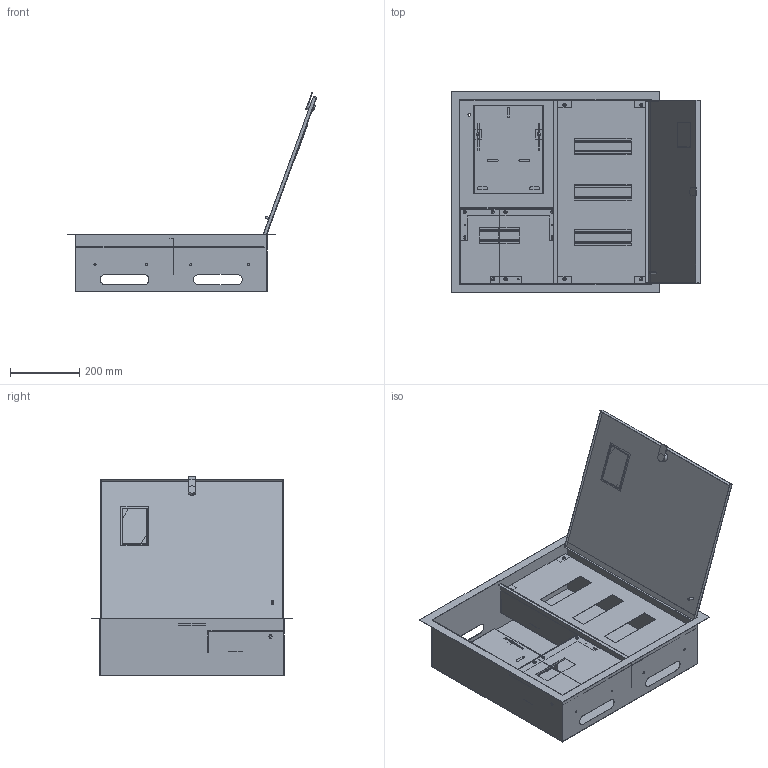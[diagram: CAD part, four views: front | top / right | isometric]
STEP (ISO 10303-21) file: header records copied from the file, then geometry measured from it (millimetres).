
FILE_DESCRIPTION (( 'STEP AP214' ), '1' );
FILE_NAME ('ShURV-3_36zo-1.STEP', '2017-01-11T07:32:15', ( 'user' ), ( '' ), 'SwSTEP 2.0', 'SolidWorks 2014', '' );
FILE_SCHEMA (( 'AUTOMOTIVE_DESIGN' ));
Length unit declared in the file: millimetre
Products named in the file (10): Panel_Lev; Panel_Prav; SC GOST 17473_gost_‚¨­â A.M5x10 ƒŽ‘’ 17473-80; Panel_D_-02; ShURV-3_36zo-1; DIN-Reika_5; STEKLO_IEK; Dver_SHURV_3_18; Obolochka_SHURV_3_36; Panel
Assembly tree (31 placements, depth 2):
  ShURV-3_36zo-1
    Obolochka_SHURV_3_36
    DIN-Reika_5  x4
    Panel
    Panel_Lev
    Panel_Prav
    Dver_SHURV_3_18
    STEKLO_IEK
    SC GOST 17473_gost_‚¨­â A.M5x10 ƒŽ‘’ 17473-80  x20
    Panel_D_-02
Bounding box: 718.69 x 580 x 574.22 mm (x, y, z)
Volume: 1187753.4 mm3; surface area: 2655282 mm2
Topology: 34 solids, 34 shells, 791 faces, 1882 edges, 1206 vertices
Faces by surface type: plane 515, cylinder 222, sphere 40, cone 14
Entity records: 15940 total; most frequent: DIRECTION 2654, CARTESIAN_POINT 2638, ORIENTED_EDGE 2552, EDGE_CURVE 1276, VECTOR 954, LINE 954, AXIS2_PLACEMENT_3D 850, VERTEX_POINT 834
